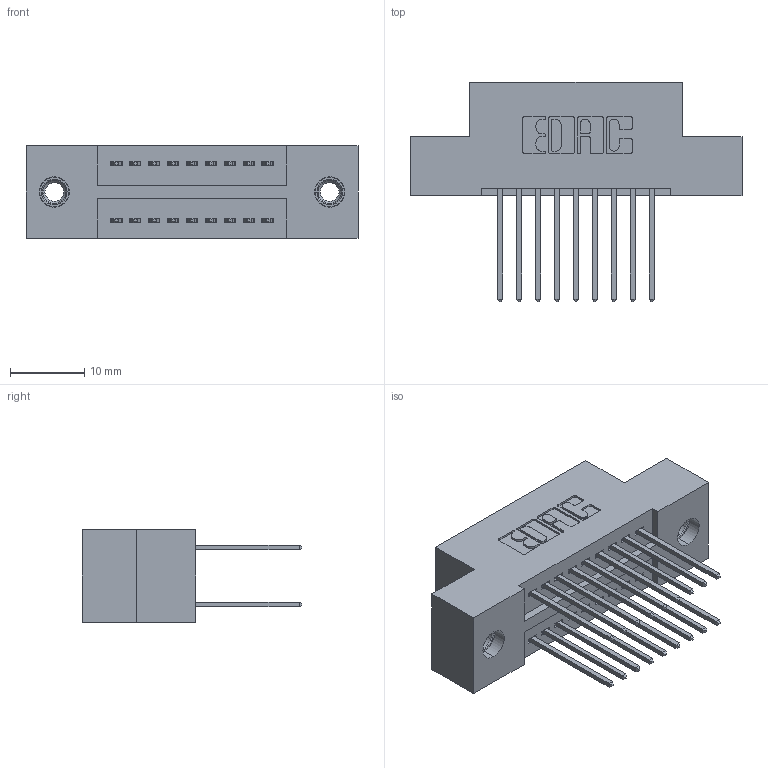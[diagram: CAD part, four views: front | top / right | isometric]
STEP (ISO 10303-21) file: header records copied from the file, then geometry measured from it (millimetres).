
FILE_DESCRIPTION (( 'STEP AP203' ), '1' );
FILE_NAME ('325-018-540-207.STEP', '2020-02-24T16:45:02', ( '' ), ( '' ), 'SwSTEP 2.0', 'SolidWorks 2016', '' );
FILE_SCHEMA (( 'CONFIG_CONTROL_DESIGN' ));
Length unit declared in the file: inch
Products named in the file (4): 325-018-540-207; 325-292-001_325-293-140; 345-250-001_345-250-005-103; 325 Part_TI
Assembly tree (21 placements, depth 2):
  325-018-540-207
    325 Part_TI
    325-292-001_325-293-140  x18
    345-250-001_345-250-005-103  x2
Bounding box: 44.58 x 29.46 x 12.45 mm (x, y, z)
Volume: 5513.3 mm3; surface area: 6241.7 mm2
Topology: 21 solids, 21 shells, 1110 faces, 3237 edges, 2126 vertices
Faces by surface type: plane 750, cylinder 344, cone 12, torus 4
Entity records: 11262 total; most frequent: CARTESIAN_POINT 1889, ORIENTED_EDGE 1818, DIRECTION 1703, EDGE_CURVE 909, VECTOR 761, LINE 761, VERTEX_POINT 600, AXIS2_PLACEMENT_3D 471
